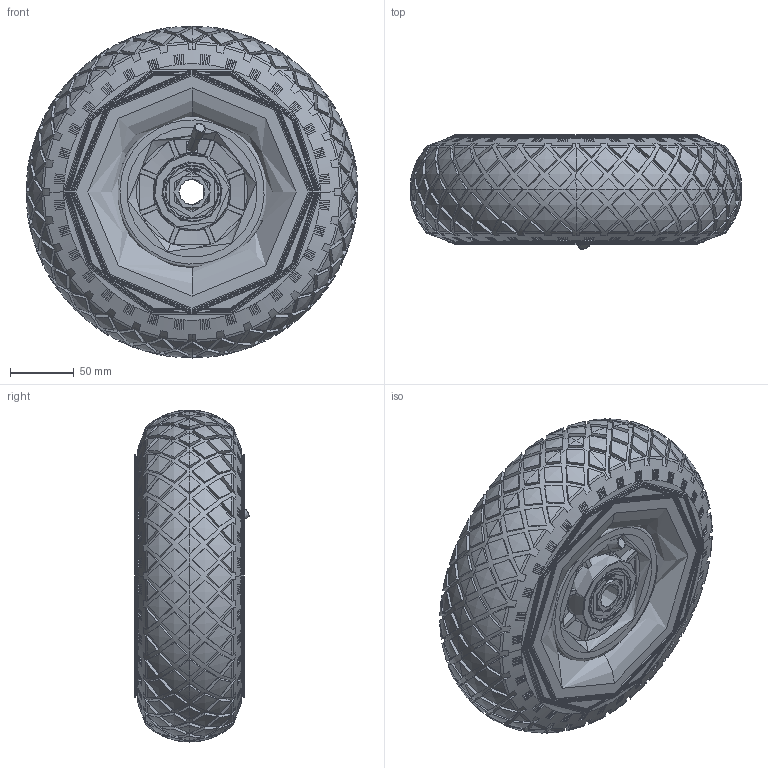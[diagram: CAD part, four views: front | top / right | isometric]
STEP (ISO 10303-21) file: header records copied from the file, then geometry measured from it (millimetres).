
FILE_DESCRIPTION(('STEP AP214'),'1');
FILE_NAME('BZWPPB260204DECO.STEP','2022-11-10T12:34:29',(' '),(' '),'Spatial InterOp 3D',' ',' ');
FILE_SCHEMA(('AUTOMOTIVE_DESIGN { 1 0 10303 214 1 1 1 1 }'));
Length unit declared in the file: metre
Products named in the file (20): PNEUMATIC TYRE & INNER TUBE; TYRE; VALVE; CAP; INNER TUBE; TYRETUBE2604DECON; BZWPPB260204DECO; RIM300X4PLRED6204X75; POLYPROPYLENE RIM; BEARING62042; INNER; OUTER; BALL BEARINGS; Component3; MIDDLE; RUBBER; BEARING6204
Assembly tree (38 placements, depth 5):
  BZWPPB260204DECO
    TYRETUBE2604DECON
      PNEUMATIC TYRE & INNER TUBE
        TYRE
        VALVE
        CAP
        INNER TUBE
    RIM300X4PLRED6204X75
      POLYPROPYLENE RIM
    BEARING6204
      BEARING62042
        INNER
        OUTER
        BALL BEARINGS
          Component3  x8
        MIDDLE
        RUBBER
    BEARING6204
      BEARING62042
        INNER
        OUTER
        BALL BEARINGS
          Component3  x8
        MIDDLE
        RUBBER
Bounding box: 259.94 x 89.86 x 260 mm (x, y, z)
Volume: 3158524.7 mm3; surface area: 512940.2 mm2
Topology: 31 solids, 31 shells, 3279 faces, 9352 edges, 6266 vertices
Faces by surface type: bspline 1141, extrusion 676, torus 375, plane 372, cone 310, cylinder 306, sphere 99
Entity records: 330362 total; most frequent: CARTESIAN_POINT 266535, ORIENTED_EDGE 16300, EDGE_CURVE 8150, DIRECTION 7900, VERTEX_POINT 5516, B_SPLINE_CURVE_WITH_KNOTS 4789, EDGE_LOOP 3100, ADVANCED_FACE 2861
